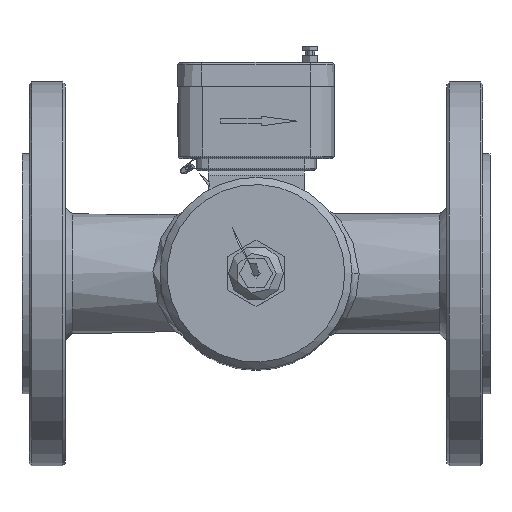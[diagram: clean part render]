
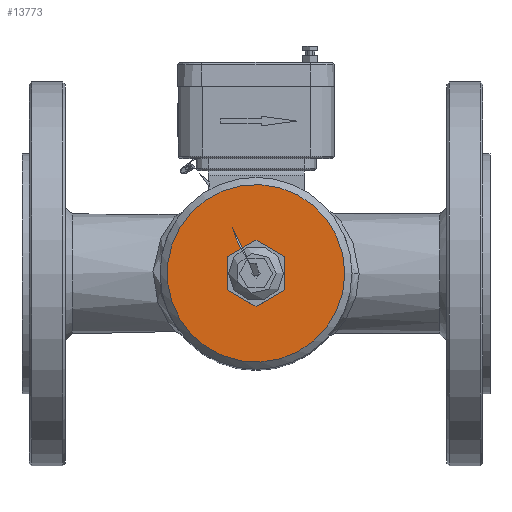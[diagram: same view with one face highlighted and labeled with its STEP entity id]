
A CAD part, top view. The second image highlights one B-rep face of the part: STEP entity #13773.
In plain terms, the highlighted planar face has unit normal (0, 0, 1).
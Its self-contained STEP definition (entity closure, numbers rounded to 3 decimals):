
#390=FACE_BOUND('',#1844,.T.);
#1072=FACE_OUTER_BOUND('',#1843,.T.);
#1843=EDGE_LOOP('',(#11492));
#1844=EDGE_LOOP('',(#11493,#11494,#11495,#11496,#11497,#11498));
#3312=LINE('',#24560,#4720);
#3313=LINE('',#24562,#4721);
#3314=LINE('',#24564,#4722);
#3315=LINE('',#24566,#4723);
#3316=LINE('',#24568,#4724);
#3317=LINE('',#24569,#4725);
#4720=VECTOR('',#17985,13.856);
#4721=VECTOR('',#17986,13.856);
#4722=VECTOR('',#17987,13.856);
#4723=VECTOR('',#17988,13.856);
#4724=VECTOR('',#17989,13.856);
#4725=VECTOR('',#17990,13.856);
#5056=CIRCLE('',#14765,37.);
#6258=VERTEX_POINT('',#24556);
#6259=VERTEX_POINT('',#24558);
#6260=VERTEX_POINT('',#24559);
#6261=VERTEX_POINT('',#24561);
#6262=VERTEX_POINT('',#24563);
#6263=VERTEX_POINT('',#24565);
#6264=VERTEX_POINT('',#24567);
#8026=EDGE_CURVE('',#6258,#6258,#5056,.T.);
#8027=EDGE_CURVE('',#6259,#6260,#3312,.F.);
#8028=EDGE_CURVE('',#6260,#6261,#3313,.F.);
#8029=EDGE_CURVE('',#6261,#6262,#3314,.F.);
#8030=EDGE_CURVE('',#6262,#6263,#3315,.F.);
#8031=EDGE_CURVE('',#6263,#6264,#3316,.F.);
#8032=EDGE_CURVE('',#6264,#6259,#3317,.F.);
#11492=ORIENTED_EDGE('',*,*,#8026,.F.);
#11493=ORIENTED_EDGE('',*,*,#8027,.T.);
#11494=ORIENTED_EDGE('',*,*,#8028,.T.);
#11495=ORIENTED_EDGE('',*,*,#8029,.T.);
#11496=ORIENTED_EDGE('',*,*,#8030,.T.);
#11497=ORIENTED_EDGE('',*,*,#8031,.T.);
#11498=ORIENTED_EDGE('',*,*,#8032,.T.);
#12336=PLANE('',#14764);
#13773=ADVANCED_FACE('',(#1072,#390),#12336,.F.);
#14764=AXIS2_PLACEMENT_3D('',#24555,#17981,#17982);
#14765=AXIS2_PLACEMENT_3D('',#24557,#17983,#17984);
#17981=DIRECTION('center_axis',(0.,0.,-1.));
#17982=DIRECTION('ref_axis',(1.,0.,0.));
#17983=DIRECTION('center_axis',(0.,0.,-1.));
#17984=DIRECTION('ref_axis',(1.,0.,0.));
#17985=DIRECTION('',(0.,1.,0.));
#17986=DIRECTION('',(0.866,0.5,0.));
#17987=DIRECTION('',(0.866,-0.5,0.));
#17988=DIRECTION('',(0.,-1.,0.));
#17989=DIRECTION('',(-0.866,-0.5,0.));
#17990=DIRECTION('',(-0.866,0.5,0.));
#24555=CARTESIAN_POINT('Origin',(0.,0.,137.5));
#24556=CARTESIAN_POINT('',(37.,0.,137.5));
#24557=CARTESIAN_POINT('Origin',(0.,0.,137.5));
#24558=CARTESIAN_POINT('',(12.,6.928,137.5));
#24559=CARTESIAN_POINT('',(12.,-6.928,137.5));
#24560=CARTESIAN_POINT('',(12.,-6.928,137.5));
#24561=CARTESIAN_POINT('',(0.,-13.856,137.5));
#24562=CARTESIAN_POINT('',(0.,-13.856,137.5));
#24563=CARTESIAN_POINT('',(-12.,-6.928,137.5));
#24564=CARTESIAN_POINT('',(-12.,-6.928,137.5));
#24565=CARTESIAN_POINT('',(-12.,6.928,137.5));
#24566=CARTESIAN_POINT('',(-12.,6.928,137.5));
#24567=CARTESIAN_POINT('',(0.,13.856,137.5));
#24568=CARTESIAN_POINT('',(0.,13.856,137.5));
#24569=CARTESIAN_POINT('',(12.,6.928,137.5));
